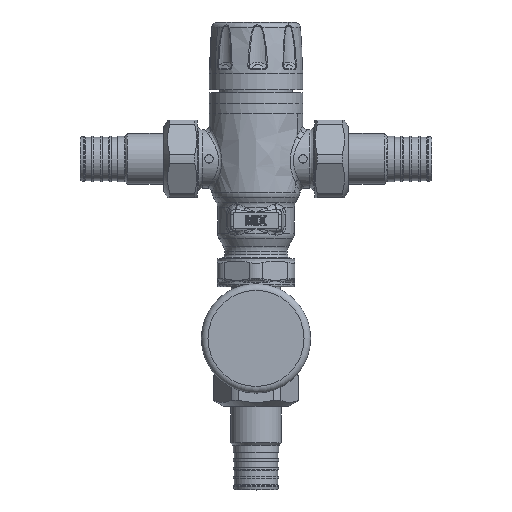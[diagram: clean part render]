
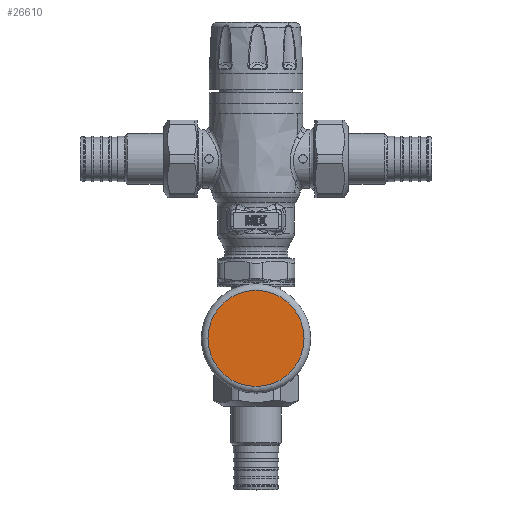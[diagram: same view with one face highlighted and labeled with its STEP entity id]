
A CAD part, top view. The second image highlights one B-rep face of the part: STEP entity #26610.
In plain terms, the highlighted planar face has unit normal (0, 0, 1).
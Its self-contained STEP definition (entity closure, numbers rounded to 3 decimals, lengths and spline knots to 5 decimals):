
#1652=PLANE('',#29611);
#3282=FACE_OUTER_BOUND('',#5071,.T.);
#5071=EDGE_LOOP('',(#22895));
#6629=CIRCLE('',#29605,0.905);
#11802=VERTEX_POINT('',#107790);
#15511=EDGE_CURVE('',#11802,#11802,#6629,.T.);
#22895=ORIENTED_EDGE('',*,*,#15511,.F.);
#26610=ADVANCED_FACE('',(#3282),#1652,.T.);
#29605=AXIS2_PLACEMENT_3D('',#107791,#36310,#36311);
#29611=AXIS2_PLACEMENT_3D('',#107801,#36323,#36324);
#36310=DIRECTION('center_axis',(0.,0.,-1.));
#36311=DIRECTION('ref_axis',(-1.,0.,0.));
#36323=DIRECTION('center_axis',(0.,0.,1.));
#36324=DIRECTION('ref_axis',(1.,0.,0.));
#107790=CARTESIAN_POINT('',(-0.905,0.,0.41));
#107791=CARTESIAN_POINT('Origin',(0.,0.,0.41));
#107801=CARTESIAN_POINT('Origin',(0.,0.,0.41));
